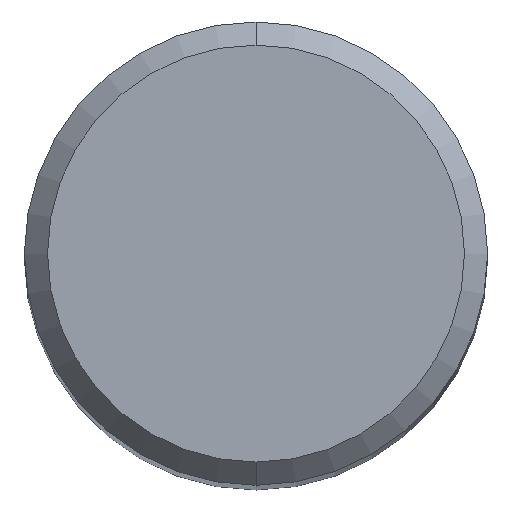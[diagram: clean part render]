
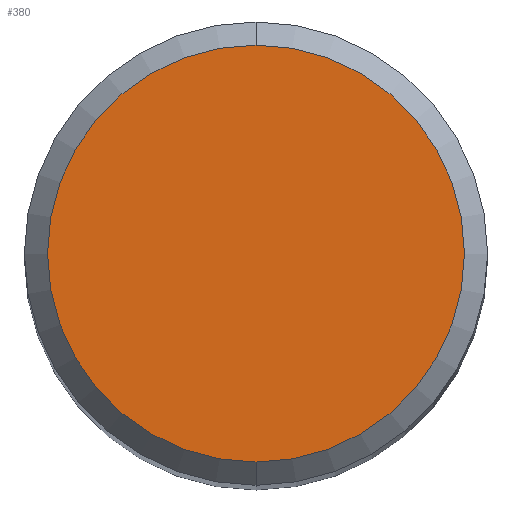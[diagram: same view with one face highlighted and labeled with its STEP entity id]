
A CAD part, top view. The second image highlights one B-rep face of the part: STEP entity #380.
In plain terms, the highlighted planar face has unit normal (0, 0, 1).
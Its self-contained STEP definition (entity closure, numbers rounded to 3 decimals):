
#356=EDGE_CURVE('',#632,#494,#925,.T.);
#380=ADVANCED_FACE('',(#951),#952,.T.);
#494=VERTEX_POINT('',#1080);
#632=VERTEX_POINT('',#1230);
#786=EDGE_CURVE('',#494,#632,#1395,.T.);
#925=CIRCLE('',#1631,4.5);
#951=FACE_OUTER_BOUND('',#1686,.T.);
#952=PLANE('',#1687);
#1080=CARTESIAN_POINT('',(0.,-4.5,0.0));
#1230=CARTESIAN_POINT('',(0.0,4.5,0.0));
#1395=CIRCLE('',#4992,4.5);
#1631=AXIS2_PLACEMENT_3D('',#5925,#5926,#5927);
#1686=EDGE_LOOP('',(#5949,#5950));
#1687=AXIS2_PLACEMENT_3D('',#5951,#5952,#5953);
#4992=AXIS2_PLACEMENT_3D('',#6403,#6404,#6405);
#5925=CARTESIAN_POINT('',(0.0,0.0,0.0));
#5926=DIRECTION('',(0.0,0.0,-1.0));
#5927=DIRECTION('',(0.0,1.0,0.0));
#5949=ORIENTED_EDGE('',*,*,#356,.F.);
#5950=ORIENTED_EDGE('',*,*,#786,.F.);
#5951=CARTESIAN_POINT('',(0.0,2.25,0.0));
#5952=DIRECTION('',(-0.0,0.0,1.0));
#5953=DIRECTION('',(0.0,-1.0,0.0));
#6403=CARTESIAN_POINT('',(0.0,0.0,0.0));
#6404=DIRECTION('',(0.0,0.0,-1.0));
#6405=DIRECTION('',(0.0,1.0,0.0));
